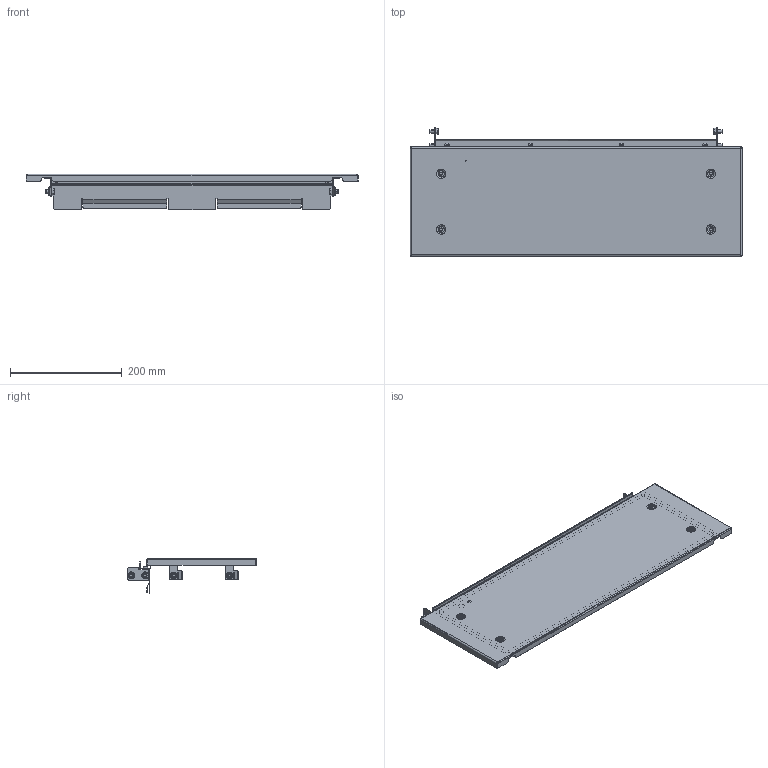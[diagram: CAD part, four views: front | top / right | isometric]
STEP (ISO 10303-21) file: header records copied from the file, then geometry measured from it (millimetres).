
FILE_DESCRIPTION (( 'STEP AP214' ), '1' );
FILE_NAME ('YKM40D-FO-PWS-020-060-54 FORMAT Ôàëüø_ïàíåëü âíåøíÿÿ 200õ600ìì IP54 (2øò_êîìïë) IEK.STEP', '2022-05-30T11:35:22', ( '' ), ( '' ), 'SwSTEP 2.0', 'SolidWorks 2017', '' );
FILE_SCHEMA (( 'AUTOMOTIVE_DESIGN' ));
Length unit declared in the file: millimetre
Products named in the file (1): YKM40D-FO-PWS-020-060-54 FORMAT Ôàëüø_ïàíåëü âíåøíÿÿ 200õ600ìì IP54 (2øò_êîìïë) IEK
Bounding box: 595 x 230.5 x 63.1 mm (x, y, z)
Volume: 324313 mm3; surface area: 444171.7 mm2
Topology: 37 solids, 37 shells, 1621 faces, 3986 edges, 2466 vertices
Faces by surface type: plane 849, cylinder 544, cone 138, bspline 62, torus 20, sphere 8
Entity records: 73019 total; most frequent: CARTESIAN_POINT 16956, ORIENTED_EDGE 7964, DIRECTION 7874, EDGE_CURVE 3982, AXIS2_PLACEMENT_3D 2804, VERTEX_POINT 2466, VECTOR 2266, LINE 2266
